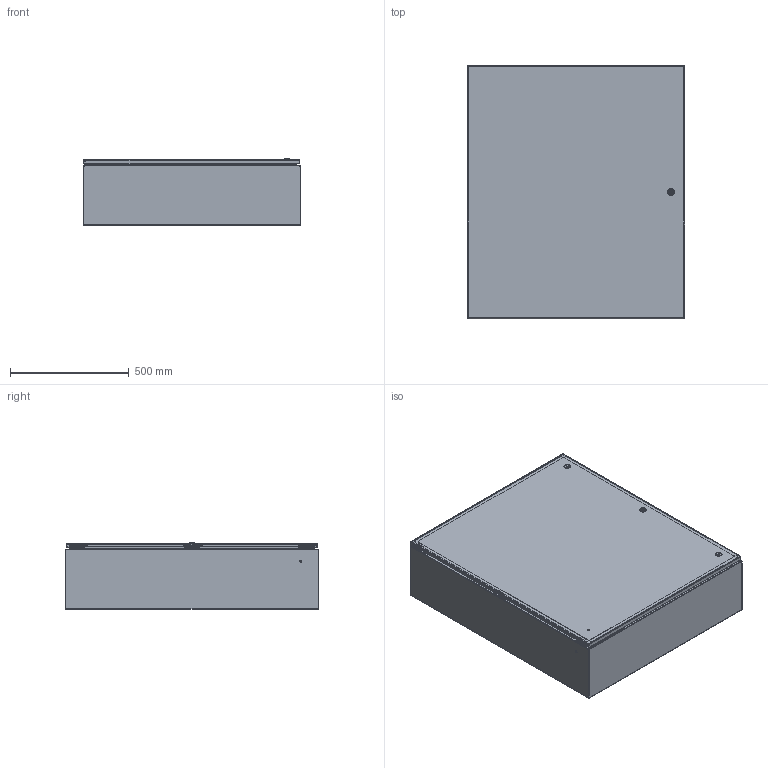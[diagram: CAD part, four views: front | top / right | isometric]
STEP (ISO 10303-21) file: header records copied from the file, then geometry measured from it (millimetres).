
FILE_DESCRIPTION(/* description */ ('42X36X10 316 S.S. BACK & SIDES'),/* implementation_level */ '2;1');
FILE_NAME(/* name */ 'N412423610SSAC.stp',/* time_stamp */ '2016-03-15T10:33:06+05:00',/* author */ ('rsundaram'),/* organization */ (''),/* preprocessor_version */ 'ST-DEVELOPER v16.1',/* originating_system */ 'Autodesk Inventor 2016',/* authorisation */ '');
FILE_SCHEMA (('AUTOMOTIVE_DESIGN { 1 0 10303 214 3 1 1 }'));
Length unit declared in the file: inch
Products named in the file (36): N412423610SSACBLR; N4123610SSACTB; 388151; HFW328175; 17376 PIN; 17380 SCREW; 17723 BOX LEAF; 17723-UTI BRACKET; 17910 SEALING WASHER; HFW328176; HFW3161; 38846; N4124236SSACLID; 1001-U11_AF0; DIN917_M6; 1001-u11-STUD; (35196) 1001-u11_asm; 35124-1000-23; 35124-1000-318; 35142-1000-02_PRT; 35142-1000-24; 35142-1000-67; 35142-1000-73; 35142-1000-101_PRT; 35142-1000-105; 35142-D933_M5X8; 35142-D6799_5; 35124-277-01; 35124-1000-03; 35142; HFW37044-1049-03; HFW37044-1049-08; HFW37044-1049-09; HFW37044; N412C4236FIP; N412423610SSAC
Assembly tree (59 placements, depth 3):
  N412423610SSAC
    N412423610SSACBLR
    N4123610SSACTB  x2
    388151  x8
    HFW328175  x3
    HFW328176  x3
      17376 PIN
      17380 SCREW
      17723 BOX LEAF
      17723-UTI BRACKET
      17910 SEALING WASHER
    HFW3161  x3
    38846  x2
    N4124236SSACLID
    (35196) 1001-u11_asm  x2
      1001-U11_AF0
      DIN917_M6
      1001-u11-STUD
    35142
      35124-1000-23
      35124-1000-318
      35142-1000-02_PRT
      35142-1000-24
      35142-1000-67  x2
      35142-1000-73
      35142-1000-101_PRT
      35142-1000-105  x2
      35142-D933_M5X8  x2
      35142-D6799_5  x2
      35124-277-01
      35124-1000-03
    HFW37044  x2
      HFW37044-1049-03
      HFW37044-1049-08
      HFW37044-1049-09
    N412C4236FIP
Bounding box: 914.4 x 1066.8 x 281.3 mm (x, y, z)
Volume: 6430640.9 mm3; surface area: 6543568.3 mm2
Topology: 73 solids, 73 shells, 2252 faces, 5415 edges, 3327 vertices
Faces by surface type: plane 868, cylinder 822, cone 291, bspline 185, torus 70, sphere 16
Full cylindrical faces by diameter (mm): 2.362 x6, 2.7 x2, 3.175 x3, 3.317 x102, 3.861 x6, 3.962 x3, 4 x4, 4.064 x2, 4.166 x102, 4.2 x6, 4.25 x6, 4.3 x2, 4.366 x6, 4.572 x6, 4.762 x3, 4.763 x3, 5 x7, 5.5 x1, 6 x6, 6.03 x2, 6.2 x2, 6.3 x2, 6.35 x14, 6.502 x6, 6.733 x2, 6.985 x8, 7.5 x2, 7.62 x8, 7.874 x4, 8.128 x6
Entity records: 37352 total; most frequent: CARTESIAN_POINT 12460, DIRECTION 5036, ORIENTED_EDGE 4674, EDGE_CURVE 2337, AXIS2_PLACEMENT_3D 1867, VERTEX_POINT 1545, EDGE_LOOP 1352, LINE 1302
